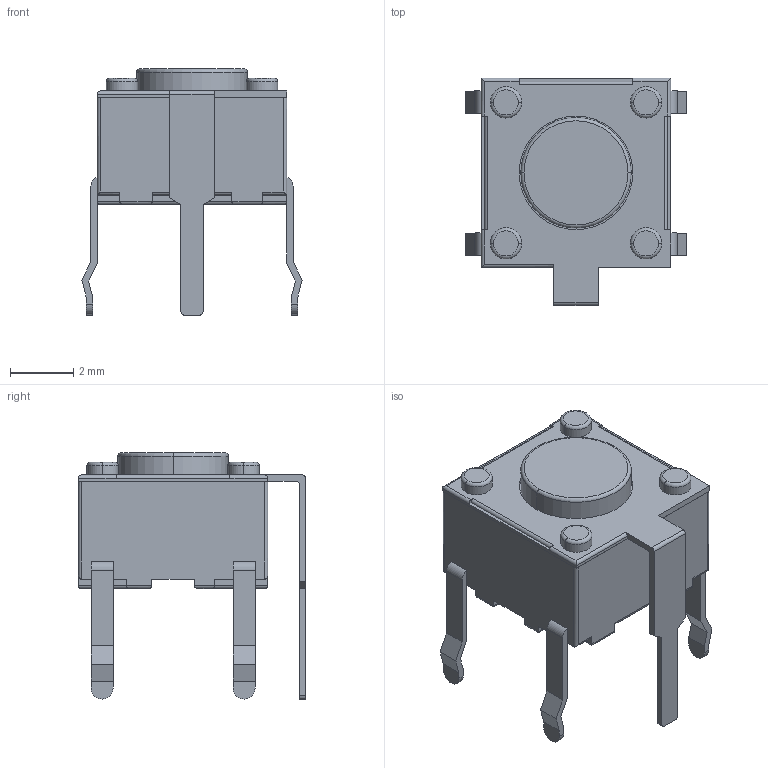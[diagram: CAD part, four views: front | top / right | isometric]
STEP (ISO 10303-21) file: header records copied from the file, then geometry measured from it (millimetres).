
FILE_DESCRIPTION (( 'STEP AP214' ), '1' );
FILE_NAME ('SW-TH_5P-L6.0-W6.0-P4.50-LS6.5.step', '2022-07-26T16:22:37', ( '' ), ( '' ), 'SwSTEP 2.0', 'SolidWorks 2020', '' );
FILE_SCHEMA (( 'AUTOMOTIVE_DESIGN' ));
Length unit declared in the file: millimetre
Products named in the file (1): SW-TH_5P-L6.0-W6.0-P4.50-LS6.5
Bounding box: 6.97 x 7.2 x 7.8 mm (x, y, z)
Volume: 135.8 mm3; surface area: 325.3 mm2
Topology: 21 solids, 21 shells, 481 faces, 1241 edges, 810 vertices
Faces by surface type: plane 288, bspline 112, cylinder 71, torus 10
Entity records: 21200 total; most frequent: CARTESIAN_POINT 4730, ORIENTED_EDGE 2482, DIRECTION 1822, EDGE_CURVE 1241, LINE 882, VECTOR 882, VERTEX_POINT 810, UNCERTAINTY_MEASURE_WITH_UNIT 504
